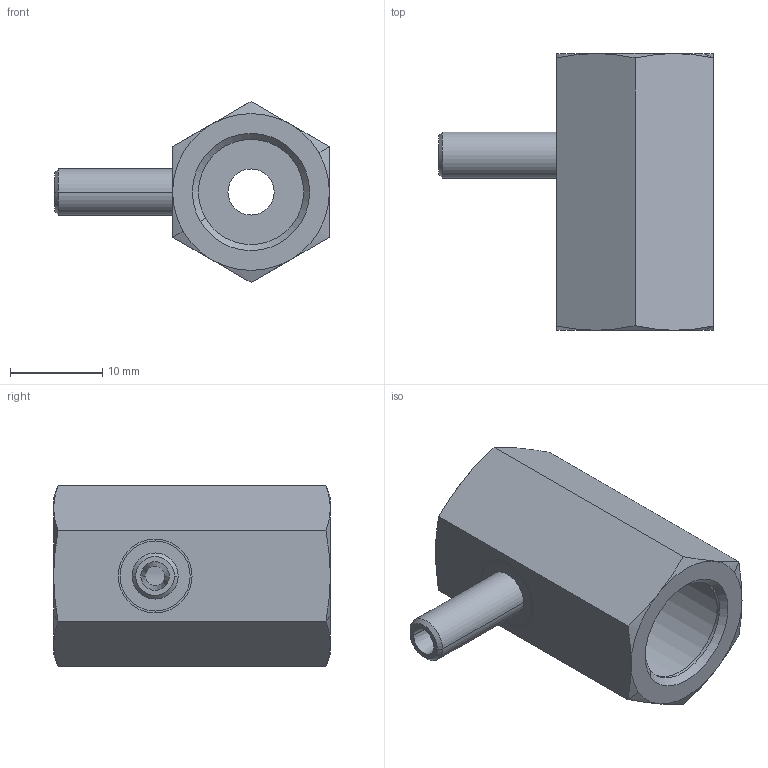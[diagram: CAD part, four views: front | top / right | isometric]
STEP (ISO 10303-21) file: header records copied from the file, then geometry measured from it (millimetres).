
FILE_DESCRIPTION(('STEP AP214'),'1');
FILE_NAME('COVAL_VR07M6.stp','2017-12-27T16:00:06',('TraceParts'),('TraceParts S.A.'),'Spatial InterOp 3D',' ',' ');
FILE_SCHEMA(('automotive_design'));
Length unit declared in the file: millimetre
Products named in the file (1): COVAL_VR07M6
Bounding box: 29.8 x 30 x 19.63 mm (x, y, z)
Volume: 1967.6 mm3; surface area: 4223.3 mm2
Topology: 2 solids, 2 shells, 130 faces, 310 edges, 198 vertices
Faces by surface type: plane 63, cone 27, bspline 23, cylinder 17
Entity records: 7495 total; most frequent: CARTESIAN_POINT 3586, ORIENTED_EDGE 620, DIRECTION 495, EDGE_CURVE 310, VERTEX_POINT 198, LINE 181, VECTOR 181, AXIS2_PLACEMENT_3D 157
